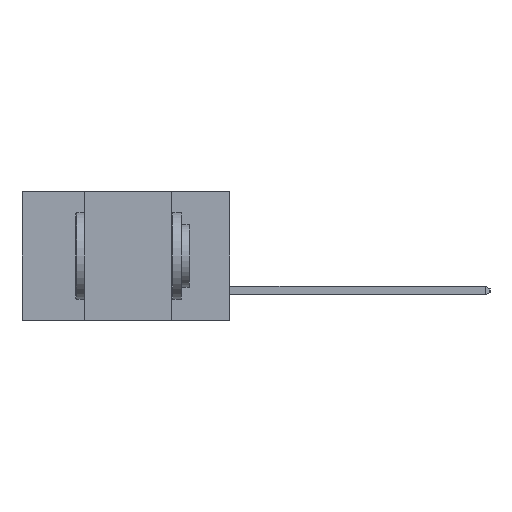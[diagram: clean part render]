
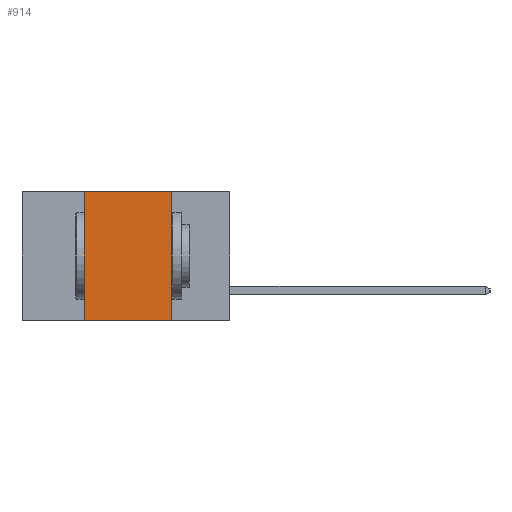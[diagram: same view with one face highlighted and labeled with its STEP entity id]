
A CAD part, left-side view. The second image highlights one B-rep face of the part: STEP entity #914.
In plain terms, the highlighted planar face has unit normal (-1, 0, 0).
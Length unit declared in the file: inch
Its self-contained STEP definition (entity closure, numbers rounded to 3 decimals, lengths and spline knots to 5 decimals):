
#914 = ADVANCED_FACE ( 'NONE', ( #9298 ), #9467, .F. ) ;
#1263 = EDGE_CURVE ( 'NONE', #12256, #1883, #5248, .T. ) ;
#1864 = DIRECTION ( 'NONE',  ( 0., 0., 1. ) ) ;
#1883 = VERTEX_POINT ( 'NONE', #11084 ) ;
#2060 = CARTESIAN_POINT ( 'NONE',  ( 0., 0.17, -0.37 ) ) ;
#2226 = DIRECTION ( 'NONE',  ( 0., -1., 0. ) ) ;
#3516 = ORIENTED_EDGE ( 'NONE', *, *, #7271, .F. ) ;
#3559 = AXIS2_PLACEMENT_3D ( 'NONE', #6745, #8070, #5956 ) ;
#3833 = ORIENTED_EDGE ( 'NONE', *, *, #1263, .T. ) ;
#3838 = VERTEX_POINT ( 'NONE', #9271 ) ;
#3976 = EDGE_CURVE ( 'NONE', #3838, #6300, #12556, .T. ) ;
#4188 = CARTESIAN_POINT ( 'NONE',  ( 0., 0.6, -0.37 ) ) ;
#4526 = EDGE_LOOP ( 'NONE', ( #3516, #12281, #5332, #3833 ) ) ;
#4827 = CARTESIAN_POINT ( 'NONE',  ( 0., 0.17, 0. ) ) ;
#5221 = CARTESIAN_POINT ( 'NONE',  ( 0., 0.42, -0.37 ) ) ;
#5248 = LINE ( 'NONE', #4188, #10637 ) ;
#5332 = ORIENTED_EDGE ( 'NONE', *, *, #5834, .F. ) ;
#5834 = EDGE_CURVE ( 'NONE', #12256, #3838, #11893, .T. ) ;
#5846 = VECTOR ( 'NONE', #1864, 39.37008 ) ;
#5956 = DIRECTION ( 'NONE',  ( 0., 0., -1. ) ) ;
#6300 = VERTEX_POINT ( 'NONE', #4827 ) ;
#6745 = CARTESIAN_POINT ( 'NONE',  ( 0., 0.6, 0. ) ) ;
#6882 = VECTOR ( 'NONE', #13015, 39.37008 ) ;
#7271 = EDGE_CURVE ( 'NONE', #6300, #1883, #12807, .T. ) ;
#8070 = DIRECTION ( 'NONE',  ( 1., 0., 0. ) ) ;
#9271 = CARTESIAN_POINT ( 'NONE',  ( 0., 0.42, 0. ) ) ;
#9298 = FACE_OUTER_BOUND ( 'NONE', #4526, .T. ) ;
#9357 = CARTESIAN_POINT ( 'NONE',  ( 0., 0.42, -0.37 ) ) ;
#9467 = PLANE ( 'NONE',  #3559 ) ;
#10031 = VECTOR ( 'NONE', #13740, 39.37008 ) ;
#10637 = VECTOR ( 'NONE', #2226, 39.37008 ) ;
#11084 = CARTESIAN_POINT ( 'NONE',  ( 0., 0.17, -0.37 ) ) ;
#11893 = LINE ( 'NONE', #9357, #5846 ) ;
#12256 = VERTEX_POINT ( 'NONE', #5221 ) ;
#12281 = ORIENTED_EDGE ( 'NONE', *, *, #3976, .F. ) ;
#12556 = LINE ( 'NONE', #13165, #6882 ) ;
#12807 = LINE ( 'NONE', #2060, #10031 ) ;
#13015 = DIRECTION ( 'NONE',  ( 0., -1., 0. ) ) ;
#13165 = CARTESIAN_POINT ( 'NONE',  ( 0., 0.6, 0. ) ) ;
#13740 = DIRECTION ( 'NONE',  ( 0., 0., -1. ) ) ;
